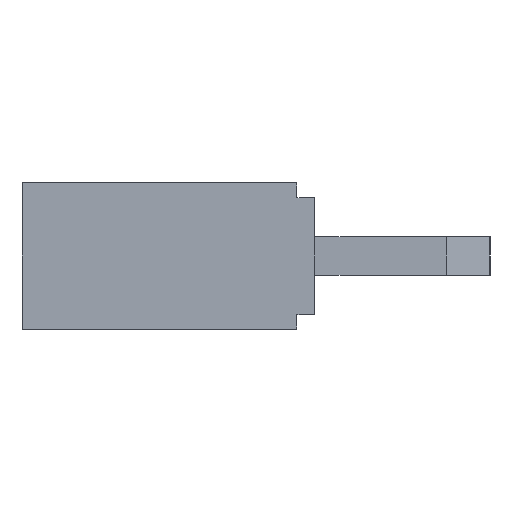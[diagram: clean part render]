
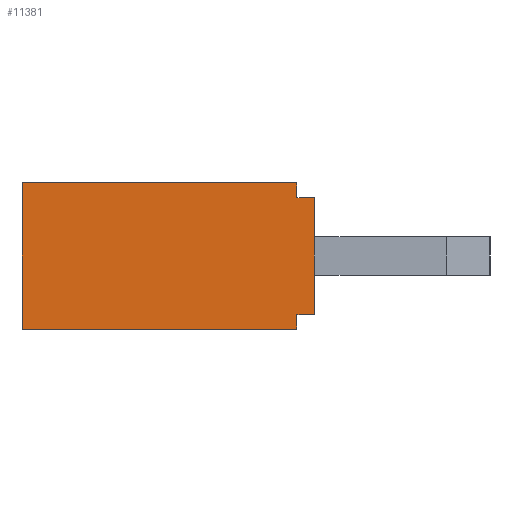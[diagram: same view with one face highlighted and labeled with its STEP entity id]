
A CAD part, left-side view. The second image highlights one B-rep face of the part: STEP entity #11381.
In plain terms, the highlighted planar face has unit normal (-1, 0, 0).
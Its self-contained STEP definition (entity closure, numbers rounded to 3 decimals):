
#419=FACE_OUTER_BOUND('',#1111,.T.);
#1111=EDGE_LOOP('',(#7927,#7928,#7929,#7930,#7931,#7932,#7933,#7934));
#1817=LINE('',#15604,#3389);
#1821=LINE('',#15609,#3393);
#2178=LINE('',#16360,#3750);
#2179=LINE('',#16362,#3751);
#2180=LINE('',#16363,#3752);
#2181=LINE('',#16365,#3753);
#2182=LINE('',#16367,#3754);
#2183=LINE('',#16368,#3755);
#3389=VECTOR('',#12702,2.5);
#3393=VECTOR('',#12706,2.5);
#3750=VECTOR('',#13137,0.3);
#3751=VECTOR('',#13138,2.);
#3752=VECTOR('',#13139,0.3);
#3753=VECTOR('',#13140,4.7);
#3754=VECTOR('',#13141,2.5);
#3755=VECTOR('',#13142,4.7);
#4955=VERTEX_POINT('',#15596);
#4958=VERTEX_POINT('',#15601);
#4959=VERTEX_POINT('',#15603);
#4960=VERTEX_POINT('',#15607);
#5317=VERTEX_POINT('',#16359);
#5318=VERTEX_POINT('',#16361);
#5319=VERTEX_POINT('',#16364);
#5320=VERTEX_POINT('',#16366);
#5985=EDGE_CURVE('',#4959,#4958,#1817,.T.);
#5989=EDGE_CURVE('',#4955,#4960,#1821,.T.);
#6346=EDGE_CURVE('',#4958,#5317,#2178,.T.);
#6347=EDGE_CURVE('',#5317,#5318,#2179,.T.);
#6348=EDGE_CURVE('',#5318,#4955,#2180,.T.);
#6349=EDGE_CURVE('',#5319,#4960,#2181,.T.);
#6350=EDGE_CURVE('',#5320,#5319,#2182,.T.);
#6351=EDGE_CURVE('',#4959,#5320,#2183,.T.);
#7927=ORIENTED_EDGE('',*,*,#5985,.T.);
#7928=ORIENTED_EDGE('',*,*,#6346,.T.);
#7929=ORIENTED_EDGE('',*,*,#6347,.T.);
#7930=ORIENTED_EDGE('',*,*,#6348,.T.);
#7931=ORIENTED_EDGE('',*,*,#5989,.T.);
#7932=ORIENTED_EDGE('',*,*,#6349,.F.);
#7933=ORIENTED_EDGE('',*,*,#6350,.F.);
#7934=ORIENTED_EDGE('',*,*,#6351,.F.);
#10724=PLANE('',#12053);
#11381=ADVANCED_FACE('',(#419),#10724,.F.);
#12053=AXIS2_PLACEMENT_3D('',#16358,#13135,#13136);
#12702=DIRECTION('',(0.,0.,1.));
#12706=DIRECTION('',(0.,0.,1.));
#13135=DIRECTION('center_axis',(1.,0.,0.));
#13136=DIRECTION('ref_axis',(0.,0.,-1.));
#13137=DIRECTION('',(0.,-1.,0.));
#13138=DIRECTION('',(0.,0.,1.));
#13139=DIRECTION('',(0.,1.,0.));
#13140=DIRECTION('',(0.,-1.,0.));
#13141=DIRECTION('',(0.,0.,1.));
#13142=DIRECTION('',(0.,1.,0.));
#15596=CARTESIAN_POINT('',(-25.65,0.3,1.));
#15601=CARTESIAN_POINT('',(-25.65,0.3,-1.));
#15603=CARTESIAN_POINT('',(-25.65,0.3,-1.25));
#15604=CARTESIAN_POINT('',(-25.65,0.3,-1.25));
#15607=CARTESIAN_POINT('',(-25.65,0.3,1.25));
#15609=CARTESIAN_POINT('',(-25.65,0.3,-1.25));
#16358=CARTESIAN_POINT('Origin',(-25.65,0.,0.));
#16359=CARTESIAN_POINT('',(-25.65,0.,-1.));
#16360=CARTESIAN_POINT('',(-25.65,0.,-1.));
#16361=CARTESIAN_POINT('',(-25.65,0.,1.));
#16362=CARTESIAN_POINT('',(-25.65,0.,1.));
#16363=CARTESIAN_POINT('',(-25.65,0.3,1.));
#16364=CARTESIAN_POINT('',(-25.65,5.,1.25));
#16365=CARTESIAN_POINT('',(-25.65,5.,1.25));
#16366=CARTESIAN_POINT('',(-25.65,5.,-1.25));
#16367=CARTESIAN_POINT('',(-25.65,5.,-1.25));
#16368=CARTESIAN_POINT('',(-25.65,0.3,-1.25));
